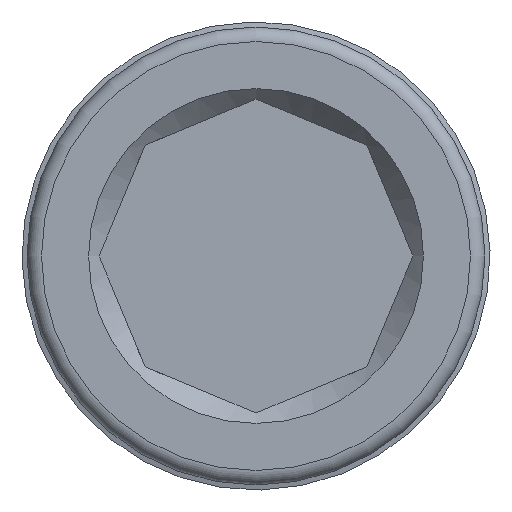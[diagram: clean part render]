
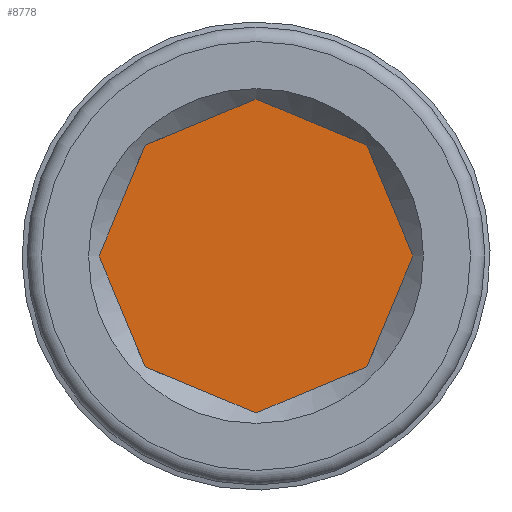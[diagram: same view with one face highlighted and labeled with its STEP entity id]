
A CAD part, left-side view. The second image highlights one B-rep face of the part: STEP entity #8778.
In plain terms, the highlighted planar face has unit normal (-1, 0, 0).
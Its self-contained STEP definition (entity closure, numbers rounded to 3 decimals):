
#1034=PLANE('',#9245);
#1968=FACE_OUTER_BOUND('',#2466,.T.);
#2466=EDGE_LOOP('',(#8266,#8267));
#3506=CIRCLE('',#8921,6.05);
#3507=CIRCLE('',#8922,6.05);
#3962=VERTEX_POINT('',#18100);
#3963=VERTEX_POINT('',#18101);
#4833=EDGE_CURVE('',#3962,#3963,#3506,.T.);
#4851=EDGE_CURVE('',#3963,#3962,#3507,.T.);
#8266=ORIENTED_EDGE('',*,*,#4833,.F.);
#8267=ORIENTED_EDGE('',*,*,#4851,.F.);
#8778=ADVANCED_FACE('',(#1968),#1034,.T.);
#8921=AXIS2_PLACEMENT_3D('',#18102,#9561,#9562);
#8922=AXIS2_PLACEMENT_3D('',#18168,#9564,#9565);
#9245=AXIS2_PLACEMENT_3D('',#64134,#10603,#10604);
#9561=DIRECTION('center_axis',(1.,0.,0.));
#9562=DIRECTION('ref_axis',(0.,-1.,0.));
#9564=DIRECTION('center_axis',(1.,0.,0.));
#9565=DIRECTION('ref_axis',(0.,-1.,0.));
#10603=DIRECTION('center_axis',(-1.,0.,0.));
#10604=DIRECTION('ref_axis',(0.,0.,1.));
#18100=CARTESIAN_POINT('',(8.,-6.05,0.));
#18101=CARTESIAN_POINT('',(8.,6.05,0.));
#18102=CARTESIAN_POINT('Origin',(8.,0.,0.));
#18168=CARTESIAN_POINT('Origin',(8.,0.,0.));
#64134=CARTESIAN_POINT('Origin',(8.,6.58,0.));
